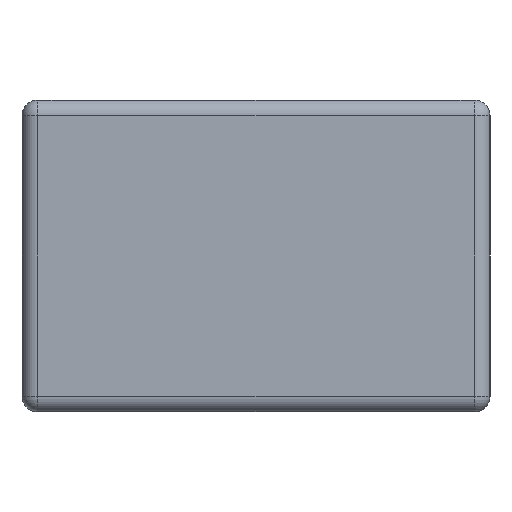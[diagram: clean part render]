
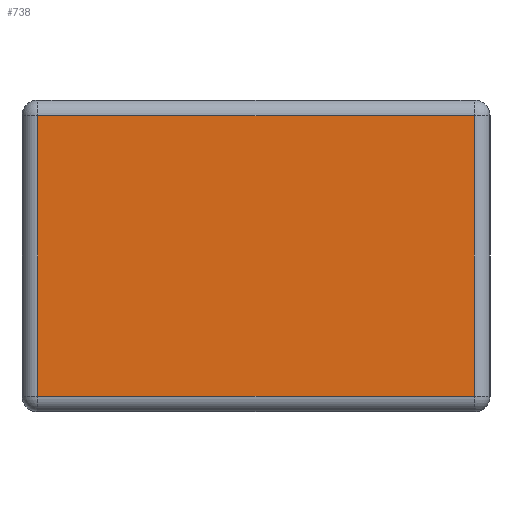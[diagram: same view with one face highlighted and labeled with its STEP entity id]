
A CAD part, left-side view. The second image highlights one B-rep face of the part: STEP entity #738.
In plain terms, the highlighted planar face has unit normal (-1, 0, 0).
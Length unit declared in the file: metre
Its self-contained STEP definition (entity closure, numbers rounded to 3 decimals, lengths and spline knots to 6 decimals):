
#125=ORIENTED_EDGE('',*,*,#349,.T.);
#126=ORIENTED_EDGE('',*,*,#350,.T.);
#127=ORIENTED_EDGE('',*,*,#351,.T.);
#128=ORIENTED_EDGE('',*,*,#352,.T.);
#349=EDGE_CURVE('',#461,#462,#518,.F.);
#350=EDGE_CURVE('',#462,#463,#519,.T.);
#351=EDGE_CURVE('',#463,#464,#520,.T.);
#352=EDGE_CURVE('',#464,#461,#521,.F.);
#461=VERTEX_POINT('',#1206);
#462=VERTEX_POINT('',#1207);
#463=VERTEX_POINT('',#1209);
#464=VERTEX_POINT('',#1211);
#518=LINE('',#1205,#570);
#519=LINE('',#1208,#571);
#520=LINE('',#1210,#572);
#521=LINE('',#1212,#573);
#570=VECTOR('',#935,1.);
#571=VECTOR('',#936,1.);
#572=VECTOR('',#937,1.);
#573=VECTOR('',#938,1.);
#616=EDGE_LOOP('',(#125,#126,#127,#128));
#670=FACE_BOUND('',#616,.T.);
#724=PLANE('',#808);
#738=ADVANCED_FACE('',(#670),#724,.F.);
#808=AXIS2_PLACEMENT_3D('',#1204,#933,#934);
#933=DIRECTION('',(1.,0.,0.));
#934=DIRECTION('',(0.,1.,0.));
#935=DIRECTION('',(0.,-1.,0.));
#936=DIRECTION('',(0.,0.,-1.));
#937=DIRECTION('',(0.,-1.,0.));
#938=DIRECTION('',(0.,0.,-1.));
#1204=CARTESIAN_POINT('',(-0.029728,-0.004622,0.05));
#1205=CARTESIAN_POINT('',(-0.029728,0.032878,0.0475));
#1206=CARTESIAN_POINT('',(-0.029728,-0.039622,0.0475));
#1207=CARTESIAN_POINT('',(-0.029728,0.030378,0.0475));
#1208=CARTESIAN_POINT('',(-0.029728,0.030378,0.05));
#1209=CARTESIAN_POINT('',(-0.029728,0.030378,0.0025));
#1210=CARTESIAN_POINT('',(-0.029728,-0.004622,0.0025));
#1211=CARTESIAN_POINT('',(-0.029728,-0.039622,0.0025));
#1212=CARTESIAN_POINT('',(-0.029728,-0.039622,0.05));
